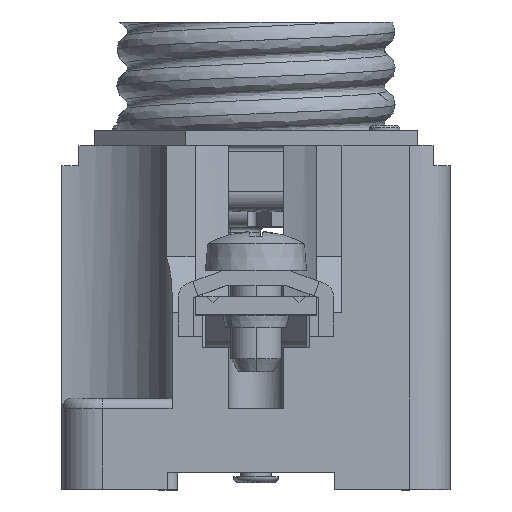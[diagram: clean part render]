
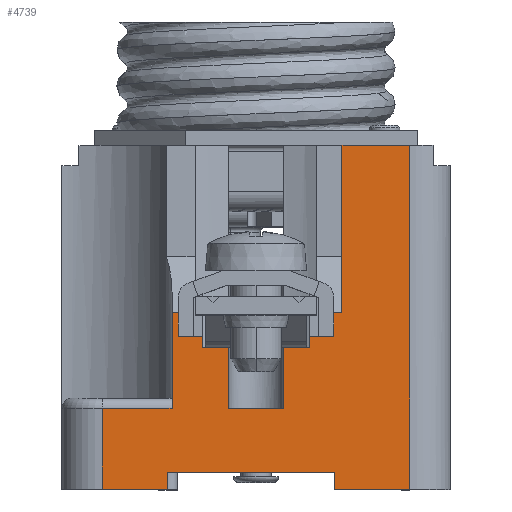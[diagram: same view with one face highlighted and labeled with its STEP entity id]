
A CAD part, top view. The second image highlights one B-rep face of the part: STEP entity #4739.
In plain terms, the highlighted planar face has unit normal (0, 0, 1).
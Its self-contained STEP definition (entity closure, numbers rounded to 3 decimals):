
#408=DIRECTION('',(1.,0.,0.));
#409=VECTOR('',#408,7.45);
#410=CARTESIAN_POINT('',(7.75,0.,21.));
#411=LINE('',#410,#409);
#573=DIRECTION('',(0.,1.,0.));
#574=VECTOR('',#573,34.);
#575=CARTESIAN_POINT('',(15.2,0.,21.));
#576=LINE('',#575,#574);
#587=DIRECTION('',(0.707,0.707,0.));
#588=VECTOR('',#587,0.707);
#589=CARTESIAN_POINT('',(5.3,17.,21.));
#590=LINE('',#589,#588);
#594=DIRECTION('',(1.,0.,0.));
#595=VECTOR('',#594,2.7);
#596=CARTESIAN_POINT('',(5.8,17.5,21.));
#597=LINE('',#596,#595);
#601=DIRECTION('',(1.,0.,0.));
#602=VECTOR('',#601,6.7);
#603=CARTESIAN_POINT('',(8.5,34.,21.));
#604=LINE('',#603,#602);
#608=DIRECTION('',(0.,1.,0.));
#609=VECTOR('',#608,1.7);
#610=CARTESIAN_POINT('',(7.75,0.,21.));
#611=LINE('',#610,#609);
#615=DIRECTION('',(1.,0.,0.));
#616=VECTOR('',#615,2.5);
#617=CARTESIAN_POINT('',(-8.3,17.5,21.));
#618=LINE('',#617,#616);
#622=DIRECTION('',(0.707,-0.707,0.));
#623=VECTOR('',#622,0.707);
#624=CARTESIAN_POINT('',(-5.8,17.5,21.));
#625=LINE('',#624,#623);
#629=DIRECTION('',(0.,-1.,0.));
#630=VECTOR('',#629,3.);
#631=CARTESIAN_POINT('',(-5.3,17.,21.));
#632=LINE('',#631,#630);
#636=DIRECTION('',(1.,0.,0.));
#637=VECTOR('',#636,2.55);
#638=CARTESIAN_POINT('',(-5.3,14.,21.));
#639=LINE('',#638,#637);
#643=DIRECTION('',(1.,0.,0.));
#644=VECTOR('',#643,5.5);
#645=CARTESIAN_POINT('',(-2.75,8.,21.));
#646=LINE('',#645,#644);
#650=DIRECTION('',(0.,1.,0.));
#651=VECTOR('',#650,6.);
#652=CARTESIAN_POINT('',(2.75,8.,21.));
#653=LINE('',#652,#651);
#657=DIRECTION('',(1.,0.,0.));
#658=VECTOR('',#657,2.55);
#659=CARTESIAN_POINT('',(2.75,14.,21.));
#660=LINE('',#659,#658);
#679=DIRECTION('',(0.,-1.,0.));
#680=VECTOR('',#679,3.);
#681=CARTESIAN_POINT('',(5.3,17.,21.));
#682=LINE('',#681,#680);
#751=DIRECTION('',(0.,1.,0.));
#752=VECTOR('',#751,6.);
#753=CARTESIAN_POINT('',(-2.75,8.,21.));
#754=LINE('',#753,#752);
#1133=DIRECTION('',(0.,-1.,0.));
#1134=VECTOR('',#1133,8.);
#1135=CARTESIAN_POINT('',(-15.2,8.,21.));
#1136=LINE('',#1135,#1134);
#1178=DIRECTION('',(1.,0.,0.));
#1179=VECTOR('',#1178,6.45);
#1180=CARTESIAN_POINT('',(-15.2,0.,21.));
#1181=LINE('',#1180,#1179);
#1389=DIRECTION('',(0.,1.,0.));
#1390=VECTOR('',#1389,1.7);
#1391=CARTESIAN_POINT('',(-8.75,0.,21.));
#1392=LINE('',#1391,#1390);
#1427=DIRECTION('',(1.,0.,0.));
#1428=VECTOR('',#1427,16.5);
#1429=CARTESIAN_POINT('',(-8.75,1.7,21.));
#1430=LINE('',#1429,#1428);
#3697=DIRECTION('',(0.,-1.,0.));
#3698=VECTOR('',#3697,16.5);
#3699=CARTESIAN_POINT('',(8.5,34.,21.));
#3700=LINE('',#3699,#3698);
#3802=DIRECTION('',(-1.,0.,0.));
#3803=VECTOR('',#3802,6.9);
#3804=CARTESIAN_POINT('',(-8.3,8.,21.));
#3805=LINE('',#3804,#3803);
#3816=DIRECTION('',(0.,-1.,0.));
#3817=VECTOR('',#3816,9.5);
#3818=CARTESIAN_POINT('',(-8.3,17.5,21.));
#3819=LINE('',#3818,#3817);
#3962=CARTESIAN_POINT('',(7.75,0.,21.));
#3963=VERTEX_POINT('',#3962);
#3964=CARTESIAN_POINT('',(15.2,0.,21.));
#3965=VERTEX_POINT('',#3964);
#3998=CARTESIAN_POINT('',(15.2,34.,21.));
#3999=VERTEX_POINT('',#3998);
#4000=CARTESIAN_POINT('',(8.5,34.,21.));
#4001=VERTEX_POINT('',#4000);
#4036=CARTESIAN_POINT('',(5.3,17.,21.));
#4037=CARTESIAN_POINT('',(5.8,17.5,21.));
#4038=VERTEX_POINT('',#4036);
#4039=VERTEX_POINT('',#4037);
#4040=CARTESIAN_POINT('',(8.5,17.5,21.));
#4041=VERTEX_POINT('',#4040);
#4042=CARTESIAN_POINT('',(7.75,1.7,21.));
#4043=VERTEX_POINT('',#4042);
#4044=CARTESIAN_POINT('',(-8.75,1.7,21.));
#4045=VERTEX_POINT('',#4044);
#4046=CARTESIAN_POINT('',(-8.75,0.,21.));
#4047=VERTEX_POINT('',#4046);
#4048=CARTESIAN_POINT('',(-15.2,0.,21.));
#4049=VERTEX_POINT('',#4048);
#4050=CARTESIAN_POINT('',(-15.2,8.,21.));
#4051=VERTEX_POINT('',#4050);
#4052=CARTESIAN_POINT('',(-8.3,8.,21.));
#4053=VERTEX_POINT('',#4052);
#4054=CARTESIAN_POINT('',(-8.3,17.5,21.));
#4055=VERTEX_POINT('',#4054);
#4056=CARTESIAN_POINT('',(-5.8,17.5,21.));
#4057=VERTEX_POINT('',#4056);
#4058=CARTESIAN_POINT('',(-5.3,17.,21.));
#4059=VERTEX_POINT('',#4058);
#4060=CARTESIAN_POINT('',(-5.3,14.,21.));
#4061=VERTEX_POINT('',#4060);
#4062=CARTESIAN_POINT('',(-2.75,14.,21.));
#4063=VERTEX_POINT('',#4062);
#4064=CARTESIAN_POINT('',(-2.75,8.,21.));
#4065=VERTEX_POINT('',#4064);
#4066=CARTESIAN_POINT('',(2.75,8.,21.));
#4067=VERTEX_POINT('',#4066);
#4068=CARTESIAN_POINT('',(2.75,14.,21.));
#4069=VERTEX_POINT('',#4068);
#4070=CARTESIAN_POINT('',(5.3,14.,21.));
#4071=VERTEX_POINT('',#4070);
#4691=CARTESIAN_POINT('',(-19.2,0.,21.));
#4692=DIRECTION('',(0.,0.,1.));
#4693=DIRECTION('',(1.,0.,0.));
#4694=AXIS2_PLACEMENT_3D('',#4691,#4692,#4693);
#4695=PLANE('',#4694);
#4697=ORIENTED_EDGE('',*,*,#4696,.T.);
#4699=ORIENTED_EDGE('',*,*,#4698,.T.);
#4701=ORIENTED_EDGE('',*,*,#4700,.F.);
#4702=ORIENTED_EDGE('',*,*,#4649,.T.);
#4703=ORIENTED_EDGE('',*,*,#4684,.F.);
#4704=ORIENTED_EDGE('',*,*,#4555,.F.);
#4706=ORIENTED_EDGE('',*,*,#4705,.T.);
#4708=ORIENTED_EDGE('',*,*,#4707,.F.);
#4710=ORIENTED_EDGE('',*,*,#4709,.F.);
#4712=ORIENTED_EDGE('',*,*,#4711,.F.);
#4714=ORIENTED_EDGE('',*,*,#4713,.F.);
#4716=ORIENTED_EDGE('',*,*,#4715,.F.);
#4718=ORIENTED_EDGE('',*,*,#4717,.F.);
#4720=ORIENTED_EDGE('',*,*,#4719,.T.);
#4722=ORIENTED_EDGE('',*,*,#4721,.T.);
#4724=ORIENTED_EDGE('',*,*,#4723,.T.);
#4726=ORIENTED_EDGE('',*,*,#4725,.T.);
#4728=ORIENTED_EDGE('',*,*,#4727,.F.);
#4730=ORIENTED_EDGE('',*,*,#4729,.T.);
#4732=ORIENTED_EDGE('',*,*,#4731,.T.);
#4734=ORIENTED_EDGE('',*,*,#4733,.T.);
#4736=ORIENTED_EDGE('',*,*,#4735,.F.);
#4737=EDGE_LOOP('',(#4697,#4699,#4701,#4702,#4703,#4704,#4706,#4708,#4710,#4712,
#4714,#4716,#4718,#4720,#4722,#4724,#4726,#4728,#4730,#4732,#4734,#4736));
#4738=FACE_OUTER_BOUND('',#4737,.F.);
#4555=EDGE_CURVE('',#3963,#3965,#411,.T.);
#4649=EDGE_CURVE('',#4001,#3999,#604,.T.);
#4684=EDGE_CURVE('',#3965,#3999,#576,.T.);
#4696=EDGE_CURVE('',#4038,#4039,#590,.T.);
#4698=EDGE_CURVE('',#4039,#4041,#597,.T.);
#4700=EDGE_CURVE('',#4001,#4041,#3700,.T.);
#4705=EDGE_CURVE('',#3963,#4043,#611,.T.);
#4707=EDGE_CURVE('',#4045,#4043,#1430,.T.);
#4709=EDGE_CURVE('',#4047,#4045,#1392,.T.);
#4711=EDGE_CURVE('',#4049,#4047,#1181,.T.);
#4713=EDGE_CURVE('',#4051,#4049,#1136,.T.);
#4715=EDGE_CURVE('',#4053,#4051,#3805,.T.);
#4717=EDGE_CURVE('',#4055,#4053,#3819,.T.);
#4719=EDGE_CURVE('',#4055,#4057,#618,.T.);
#4721=EDGE_CURVE('',#4057,#4059,#625,.T.);
#4723=EDGE_CURVE('',#4059,#4061,#632,.T.);
#4725=EDGE_CURVE('',#4061,#4063,#639,.T.);
#4727=EDGE_CURVE('',#4065,#4063,#754,.T.);
#4729=EDGE_CURVE('',#4065,#4067,#646,.T.);
#4731=EDGE_CURVE('',#4067,#4069,#653,.T.);
#4733=EDGE_CURVE('',#4069,#4071,#660,.T.);
#4735=EDGE_CURVE('',#4038,#4071,#682,.T.);
#4739=ADVANCED_FACE('',(#4738),#4695,.T.);
